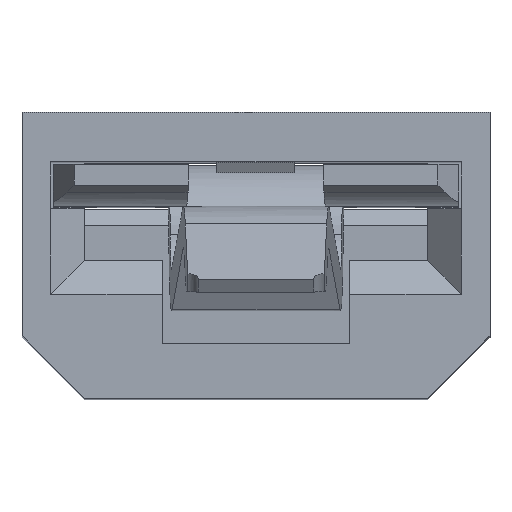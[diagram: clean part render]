
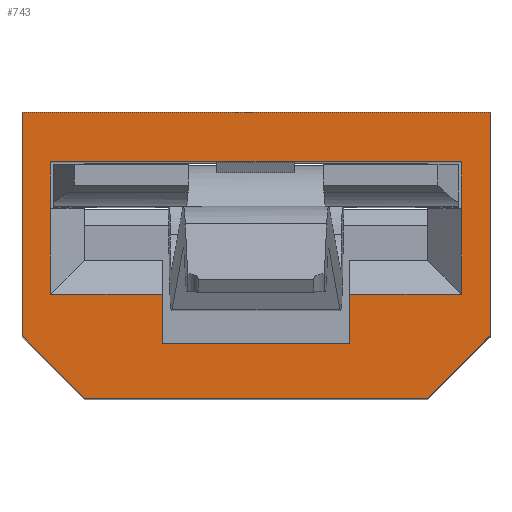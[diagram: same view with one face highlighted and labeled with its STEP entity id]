
A CAD part, top view. The second image highlights one B-rep face of the part: STEP entity #743.
In plain terms, the highlighted planar face has unit normal (0, 0, 1).
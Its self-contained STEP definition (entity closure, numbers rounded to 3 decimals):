
#181 = EDGE_CURVE ( 'NONE', #460, #1487, #16293, .T. ) ;
#315 = DIRECTION ( 'NONE',  ( 0., 1., 0. ) ) ;
#460 = VERTEX_POINT ( 'NONE', #5909 ) ;
#533 = ORIENTED_EDGE ( 'NONE', *, *, #181, .T. ) ;
#743 = ADVANCED_FACE ( 'NONE', ( #5400, #2192 ), #792, .F. ) ;
#792 = PLANE ( 'NONE',  #9050 ) ;
#938 = LINE ( 'NONE', #3740, #13542 ) ;
#947 = VERTEX_POINT ( 'NONE', #16256 ) ;
#1072 = VECTOR ( 'NONE', #3976, 1000. ) ;
#1114 = VERTEX_POINT ( 'NONE', #10745 ) ;
#1162 = CARTESIAN_POINT ( 'NONE',  ( -1.8, -1.7, 14. ) ) ;
#1234 = VECTOR ( 'NONE', #16729, 1000. ) ;
#1254 = LINE ( 'NONE', #8868, #10945 ) ;
#1287 = CARTESIAN_POINT ( 'NONE',  ( 4.5, -1.55, 14. ) ) ;
#1487 = VERTEX_POINT ( 'NONE', #9624 ) ;
#1609 = EDGE_CURVE ( 'NONE', #5557, #947, #1254, .T. ) ;
#1755 = CARTESIAN_POINT ( 'NONE',  ( 3.95, 0.9, 14. ) ) ;
#1769 = LINE ( 'NONE', #18580, #12897 ) ;
#2015 = CARTESIAN_POINT ( 'NONE',  ( -3.3, -2.75, 14. ) ) ;
#2192 = FACE_OUTER_BOUND ( 'NONE', #16186, .T. ) ;
#2358 = CARTESIAN_POINT ( 'NONE',  ( -3.95, -0.75, 14. ) ) ;
#2570 = DIRECTION ( 'NONE',  ( -1., 0., 0. ) ) ;
#3121 = CARTESIAN_POINT ( 'NONE',  ( -3.95, 0.9, 14. ) ) ;
#3158 = CARTESIAN_POINT ( 'NONE',  ( 3.95, 1.8, 14. ) ) ;
#3354 = VECTOR ( 'NONE', #9279, 1000. ) ;
#3370 = CARTESIAN_POINT ( 'NONE',  ( -3.95, 1.8, 14. ) ) ;
#3433 = CARTESIAN_POINT ( 'NONE',  ( -4.5, -2.75, 14. ) ) ;
#3563 = DIRECTION ( 'NONE',  ( 0., 1., 0. ) ) ;
#3622 = VECTOR ( 'NONE', #2570, 1000. ) ;
#3740 = CARTESIAN_POINT ( 'NONE',  ( -1.8, -1.7, 14. ) ) ;
#3762 = CARTESIAN_POINT ( 'NONE',  ( 4.5, -2.75, 14. ) ) ;
#3974 = VECTOR ( 'NONE', #5108, 1000. ) ;
#3976 = DIRECTION ( 'NONE',  ( 0.707, -0.707, 0. ) ) ;
#4119 = LINE ( 'NONE', #5928, #5546 ) ;
#4320 = CARTESIAN_POINT ( 'NONE',  ( -3.3, 1.8, 14. ) ) ;
#4585 = VECTOR ( 'NONE', #18236, 1000. ) ;
#4815 = VERTEX_POINT ( 'NONE', #1162 ) ;
#4835 = CARTESIAN_POINT ( 'NONE',  ( 3.95, 1.8, 14. ) ) ;
#5108 = DIRECTION ( 'NONE',  ( 0., -1., 0. ) ) ;
#5146 = EDGE_CURVE ( 'NONE', #1487, #8293, #7855, .T. ) ;
#5282 = ORIENTED_EDGE ( 'NONE', *, *, #12363, .T. ) ;
#5400 = FACE_BOUND ( 'NONE', #14472, .T. ) ;
#5418 = ORIENTED_EDGE ( 'NONE', *, *, #9230, .T. ) ;
#5546 = VECTOR ( 'NONE', #19740, 1000. ) ;
#5557 = VERTEX_POINT ( 'NONE', #10020 ) ;
#5702 = VERTEX_POINT ( 'NONE', #2358 ) ;
#5909 = CARTESIAN_POINT ( 'NONE',  ( 4.5, 2.75, 14. ) ) ;
#5918 = ORIENTED_EDGE ( 'NONE', *, *, #8819, .T. ) ;
#5928 = CARTESIAN_POINT ( 'NONE',  ( -4.5, -0.75, 14. ) ) ;
#6081 = EDGE_CURVE ( 'NONE', #19028, #19086, #18041, .T. ) ;
#6171 = EDGE_CURVE ( 'NONE', #7859, #5702, #4119, .T. ) ;
#6220 = CARTESIAN_POINT ( 'NONE',  ( 3.95, 2.75, 14. ) ) ;
#6372 = VERTEX_POINT ( 'NONE', #14220 ) ;
#6378 = LINE ( 'NONE', #9488, #13544 ) ;
#6565 = ORIENTED_EDGE ( 'NONE', *, *, #8049, .F. ) ;
#6614 = LINE ( 'NONE', #6220, #3974 ) ;
#6735 = CARTESIAN_POINT ( 'NONE',  ( 3.3, -2.75, 14. ) ) ;
#6758 = EDGE_CURVE ( 'NONE', #8293, #11236, #13368, .T. ) ;
#6817 = EDGE_CURVE ( 'NONE', #7859, #4815, #1769, .T. ) ;
#6978 = LINE ( 'NONE', #3762, #9104 ) ;
#7006 = DIRECTION ( 'NONE',  ( 0., 0., -1. ) ) ;
#7081 = DIRECTION ( 'NONE',  ( 0., 1., 0. ) ) ;
#7285 = CARTESIAN_POINT ( 'NONE',  ( -3.3, -2.75, 14. ) ) ;
#7681 = LINE ( 'NONE', #3158, #3354 ) ;
#7855 = LINE ( 'NONE', #3433, #14770 ) ;
#7859 = VERTEX_POINT ( 'NONE', #13347 ) ;
#8049 = EDGE_CURVE ( 'NONE', #4815, #5557, #938, .T. ) ;
#8293 = VERTEX_POINT ( 'NONE', #9640 ) ;
#8323 = VERTEX_POINT ( 'NONE', #3121 ) ;
#8366 = VERTEX_POINT ( 'NONE', #6735 ) ;
#8819 = EDGE_CURVE ( 'NONE', #6372, #460, #6978, .T. ) ;
#8868 = CARTESIAN_POINT ( 'NONE',  ( 1.8, -1.7, 14. ) ) ;
#9050 = AXIS2_PLACEMENT_3D ( 'NONE', #17426, #7006, #12805 ) ;
#9104 = VECTOR ( 'NONE', #3563, 1000. ) ;
#9230 = EDGE_CURVE ( 'NONE', #14993, #1114, #6614, .T. ) ;
#9264 = CARTESIAN_POINT ( 'NONE',  ( -4.5, 2.75, 14. ) ) ;
#9279 = DIRECTION ( 'NONE',  ( 0., 1., 0. ) ) ;
#9488 = CARTESIAN_POINT ( 'NONE',  ( -4.5, -0.75, 14. ) ) ;
#9624 = CARTESIAN_POINT ( 'NONE',  ( -4.5, 2.75, 14. ) ) ;
#9640 = CARTESIAN_POINT ( 'NONE',  ( -4.5, -1.55, 14. ) ) ;
#9743 = EDGE_CURVE ( 'NONE', #14993, #19028, #7681, .T. ) ;
#10020 = CARTESIAN_POINT ( 'NONE',  ( 1.8, -1.7, 14. ) ) ;
#10224 = ORIENTED_EDGE ( 'NONE', *, *, #6817, .F. ) ;
#10379 = VECTOR ( 'NONE', #14895, 1000. ) ;
#10617 = CARTESIAN_POINT ( 'NONE',  ( -4.5, -2.75, 14. ) ) ;
#10645 = EDGE_CURVE ( 'NONE', #8366, #6372, #18308, .T. ) ;
#10745 = CARTESIAN_POINT ( 'NONE',  ( 3.95, -0.75, 14. ) ) ;
#10945 = VECTOR ( 'NONE', #7081, 1000. ) ;
#11052 = ORIENTED_EDGE ( 'NONE', *, *, #1609, .F. ) ;
#11236 = VERTEX_POINT ( 'NONE', #2015 ) ;
#11624 = CARTESIAN_POINT ( 'NONE',  ( -3.95, 1.8, 14. ) ) ;
#11698 = EDGE_CURVE ( 'NONE', #1114, #947, #6378, .T. ) ;
#12109 = LINE ( 'NONE', #10617, #1234 ) ;
#12274 = DIRECTION ( 'NONE',  ( -1., 0., 0. ) ) ;
#12363 = EDGE_CURVE ( 'NONE', #5702, #8323, #18736, .T. ) ;
#12468 = ORIENTED_EDGE ( 'NONE', *, *, #6758, .T. ) ;
#12491 = ORIENTED_EDGE ( 'NONE', *, *, #18653, .F. ) ;
#12805 = DIRECTION ( 'NONE',  ( -1., 0., 0. ) ) ;
#12897 = VECTOR ( 'NONE', #13879, 1000. ) ;
#13139 = ORIENTED_EDGE ( 'NONE', *, *, #6171, .T. ) ;
#13231 = ORIENTED_EDGE ( 'NONE', *, *, #5146, .T. ) ;
#13347 = CARTESIAN_POINT ( 'NONE',  ( -1.8, -0.75, 14. ) ) ;
#13368 = LINE ( 'NONE', #7285, #1072 ) ;
#13542 = VECTOR ( 'NONE', #16348, 1000. ) ;
#13544 = VECTOR ( 'NONE', #12274, 1000. ) ;
#13817 = ORIENTED_EDGE ( 'NONE', *, *, #11698, .T. ) ;
#13879 = DIRECTION ( 'NONE',  ( 0., -1., 0. ) ) ;
#13885 = LINE ( 'NONE', #3370, #14058 ) ;
#14058 = VECTOR ( 'NONE', #15586, 1000. ) ;
#14220 = CARTESIAN_POINT ( 'NONE',  ( 4.5, -1.55, 14. ) ) ;
#14472 = EDGE_LOOP ( 'NONE', ( #19337, #5418, #13817, #11052, #6565, #10224, #13139, #5282, #12491, #15065 ) ) ;
#14770 = VECTOR ( 'NONE', #16761, 1000. ) ;
#14895 = DIRECTION ( 'NONE',  ( 0.707, 0.707, 0. ) ) ;
#14993 = VERTEX_POINT ( 'NONE', #1755 ) ;
#15065 = ORIENTED_EDGE ( 'NONE', *, *, #6081, .F. ) ;
#15586 = DIRECTION ( 'NONE',  ( 0., -1., 0. ) ) ;
#16186 = EDGE_LOOP ( 'NONE', ( #18769, #19077, #5918, #533, #13231, #12468 ) ) ;
#16256 = CARTESIAN_POINT ( 'NONE',  ( 1.8, -0.75, 14. ) ) ;
#16293 = LINE ( 'NONE', #9264, #3622 ) ;
#16348 = DIRECTION ( 'NONE',  ( 1., 0., 0. ) ) ;
#16729 = DIRECTION ( 'NONE',  ( 1., 0., 0. ) ) ;
#16761 = DIRECTION ( 'NONE',  ( 0., -1., 0. ) ) ;
#16766 = VECTOR ( 'NONE', #315, 1000. ) ;
#17426 = CARTESIAN_POINT ( 'NONE',  ( -4.5, 2.75, 14. ) ) ;
#18041 = LINE ( 'NONE', #4320, #4585 ) ;
#18236 = DIRECTION ( 'NONE',  ( -1., 0., 0. ) ) ;
#18308 = LINE ( 'NONE', #1287, #10379 ) ;
#18580 = CARTESIAN_POINT ( 'NONE',  ( -1.8, -0.1, 14. ) ) ;
#18653 = EDGE_CURVE ( 'NONE', #19086, #8323, #13885, .T. ) ;
#18736 = LINE ( 'NONE', #18842, #16766 ) ;
#18769 = ORIENTED_EDGE ( 'NONE', *, *, #19104, .T. ) ;
#18842 = CARTESIAN_POINT ( 'NONE',  ( -3.95, 2.75, 14. ) ) ;
#19028 = VERTEX_POINT ( 'NONE', #4835 ) ;
#19077 = ORIENTED_EDGE ( 'NONE', *, *, #10645, .T. ) ;
#19086 = VERTEX_POINT ( 'NONE', #11624 ) ;
#19104 = EDGE_CURVE ( 'NONE', #11236, #8366, #12109, .T. ) ;
#19337 = ORIENTED_EDGE ( 'NONE', *, *, #9743, .F. ) ;
#19740 = DIRECTION ( 'NONE',  ( -1., 0., 0. ) ) ;
